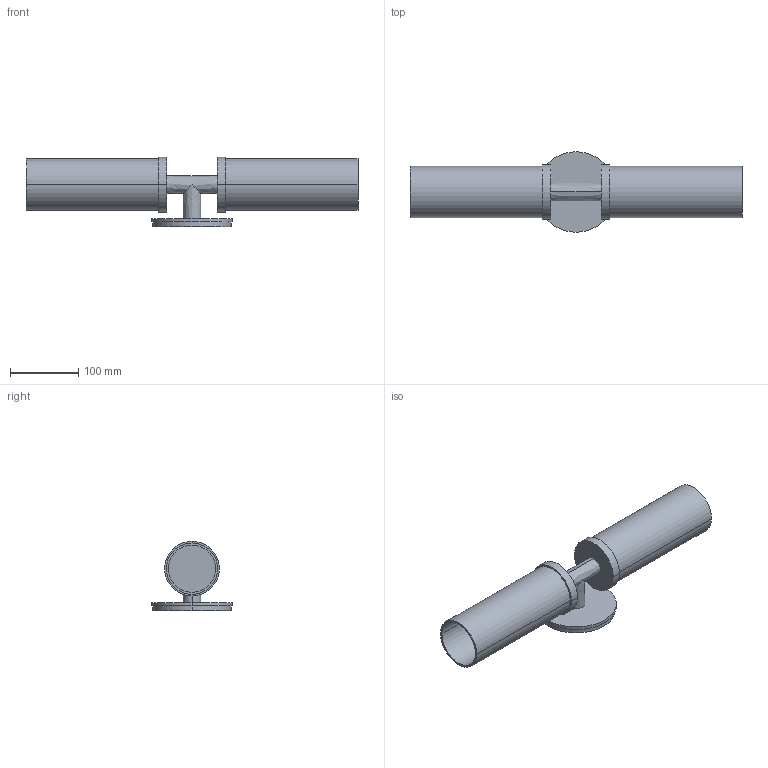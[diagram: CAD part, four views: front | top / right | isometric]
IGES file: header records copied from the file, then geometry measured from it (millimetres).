
Start section:  PTC IGES file: 4682l.igs
Global section: file name: 4682l.igs; native system: Creo Parametric by PTC Inc.; preprocessor: 2018400; author: jinson.thomas; organization: Unknown; date: 20210614.122222; units: inch
Bounding box: 485.17 x 117.6 x 101.47 mm (x, y, z)
Volume: 574899.4 mm3; surface area: 234323 mm2
Topology: 1 solids, 1 shells, 31 faces, 63 edges, 42 vertices
Faces by surface type: revolution 20, bspline 11
